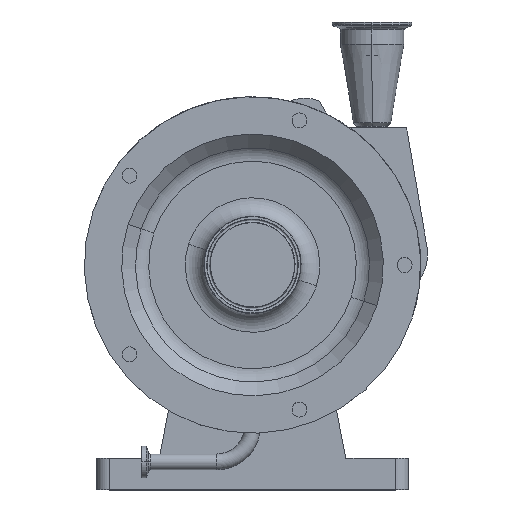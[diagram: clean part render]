
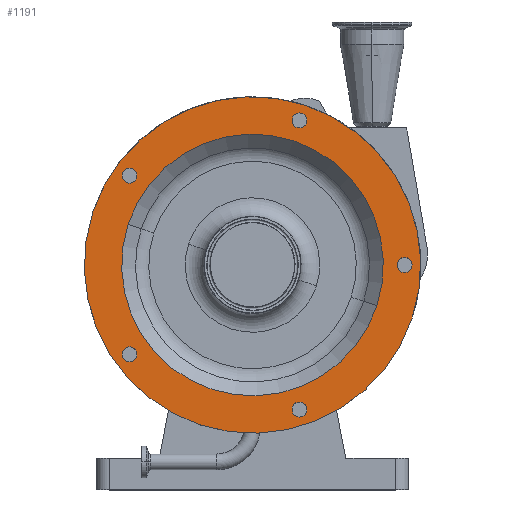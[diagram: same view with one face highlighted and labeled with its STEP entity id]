
A CAD part, top view. The second image highlights one B-rep face of the part: STEP entity #1191.
In plain terms, the highlighted planar face has unit normal (0, 0, 1).
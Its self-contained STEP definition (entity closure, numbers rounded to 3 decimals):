
#1113 = EDGE_LOOP ( 'NONE', ( #1127, #1193 ) ) ;
#1116 = EDGE_LOOP ( 'NONE', ( #1181, #1134 ) ) ;
#1127 = ORIENTED_EDGE ( 'NONE', *, *, #1185, .F. ) ;
#1128 = ORIENTED_EDGE ( 'NONE', *, *, #1150, .T. ) ;
#1132 = ORIENTED_EDGE ( 'NONE', *, *, #7673, .F. ) ;
#1133 = ORIENTED_EDGE ( 'NONE', *, *, #7555, .T. ) ;
#1134 = ORIENTED_EDGE ( 'NONE', *, *, #7744, .F. ) ;
#1135 = EDGE_LOOP ( 'NONE', ( #1133, #1128 ) ) ;
#1145 = EDGE_CURVE ( 'NONE', #7696, #7688, #8708, .T. ) ;
#1150 = EDGE_CURVE ( 'NONE', #7556, #7527, #8637, .T. ) ;
#1172 = ORIENTED_EDGE ( 'NONE', *, *, #1145, .F. ) ;
#1173 = ORIENTED_EDGE ( 'NONE', *, *, #1202, .F. ) ;
#1174 = ORIENTED_EDGE ( 'NONE', *, *, #7690, .F. ) ;
#1178 = EDGE_CURVE ( 'NONE', #7714, #7778, #8618, .T. ) ;
#1181 = ORIENTED_EDGE ( 'NONE', *, *, #1178, .F. ) ;
#1185 = EDGE_CURVE ( 'NONE', #7729, #7622, #8716, .T. ) ;
#1187 = EDGE_LOOP ( 'NONE', ( #1192, #1132 ) ) ;
#1189 = EDGE_LOOP ( 'NONE', ( #1173, #1190 ) ) ;
#1190 = ORIENTED_EDGE ( 'NONE', *, *, #7698, .F. ) ;
#1191 = ADVANCED_FACE ( 'NONE', ( #8700, #8712, #8680, #8658, #8730, #8729, #8711 ), #8601, .F. ) ;
#1192 = ORIENTED_EDGE ( 'NONE', *, *, #1194, .F. ) ;
#1193 = ORIENTED_EDGE ( 'NONE', *, *, #7732, .F. ) ;
#1194 = EDGE_CURVE ( 'NONE', #7678, #7724, #8556, .T. ) ;
#1197 = EDGE_CURVE ( 'NONE', #7478, #7640, #8778, .T. ) ;
#1198 = ORIENTED_EDGE ( 'NONE', *, *, #7623, .F. ) ;
#1199 = EDGE_LOOP ( 'NONE', ( #1221, #1198 ) ) ;
#1202 = EDGE_CURVE ( 'NONE', #7704, #7657, #8777, .T. ) ;
#1220 = EDGE_LOOP ( 'NONE', ( #1172, #1174 ) ) ;
#1221 = ORIENTED_EDGE ( 'NONE', *, *, #1197, .F. ) ;
#4115 = CARTESIAN_POINT ( 'NONE',  ( 122., -6., 200. ) ) ;
#4168 = DIRECTION ( 'NONE',  ( 0.951, -0.309, 0. ) ) ;
#4169 = DIRECTION ( 'NONE',  ( 0., 0., 1. ) ) ;
#4170 = AXIS2_PLACEMENT_3D ( 'NONE', #4193, #4169, #4168 ) ;
#4172 = CIRCLE ( 'NONE', #4170, 135. ) ;
#4179 = CARTESIAN_POINT ( 'NONE',  ( -128.393, 41.717, 200. ) ) ;
#4191 = CARTESIAN_POINT ( 'NONE',  ( 128.393, -41.717, 200. ) ) ;
#4193 = CARTESIAN_POINT ( 'NONE',  ( 0., 0., 200. ) ) ;
#4600 = DIRECTION ( 'NONE',  ( 0.951, -0.309, 0. ) ) ;
#4606 = CARTESIAN_POINT ( 'NONE',  ( 37.7, 116.029, 200. ) ) ;
#4610 = CIRCLE ( 'NONE', #4638, 6. ) ;
#4623 = CARTESIAN_POINT ( 'NONE',  ( 122., 6., 200. ) ) ;
#4638 = AXIS2_PLACEMENT_3D ( 'NONE', #4606, #4642, #4600 ) ;
#4642 = DIRECTION ( 'NONE',  ( 0., 0., 1. ) ) ;
#4658 = CARTESIAN_POINT ( 'NONE',  ( -95.173, -76.564, 200. ) ) ;
#4660 = CIRCLE ( 'NONE', #4776, 105. ) ;
#4694 = CARTESIAN_POINT ( 'NONE',  ( 37.7, -116.029, 200. ) ) ;
#4700 = CIRCLE ( 'NONE', #4753, 6. ) ;
#4703 = CARTESIAN_POINT ( 'NONE',  ( -98.7, -71.71, 200. ) ) ;
#4717 = AXIS2_PLACEMENT_3D ( 'NONE', #4703, #4775, #4774 ) ;
#4723 = DIRECTION ( 'NONE',  ( -0.951, -0.309, 0. ) ) ;
#4724 = DIRECTION ( 'NONE',  ( 0., 0., 1. ) ) ;
#4725 = CARTESIAN_POINT ( 'NONE',  ( 31.994, -117.883, 200. ) ) ;
#4746 = DIRECTION ( 'NONE',  ( 0., 0., 1. ) ) ;
#4753 = AXIS2_PLACEMENT_3D ( 'NONE', #4757, #4746, #4763 ) ;
#4757 = CARTESIAN_POINT ( 'NONE',  ( -98.7, 71.71, 200. ) ) ;
#4762 = CARTESIAN_POINT ( 'NONE',  ( 43.406, -114.175, 200. ) ) ;
#4763 = DIRECTION ( 'NONE',  ( 0.588, 0.809, 0. ) ) ;
#4765 = CARTESIAN_POINT ( 'NONE',  ( -95.173, 76.564, 200. ) ) ;
#4773 = CARTESIAN_POINT ( 'NONE',  ( -102.227, -66.856, 200. ) ) ;
#4774 = DIRECTION ( 'NONE',  ( -0.588, 0.809, 0. ) ) ;
#4775 = DIRECTION ( 'NONE',  ( 0., 0., 1. ) ) ;
#4776 = AXIS2_PLACEMENT_3D ( 'NONE', #4823, #4861, #4840 ) ;
#4780 = CIRCLE ( 'NONE', #4806, 6. ) ;
#4795 = CIRCLE ( 'NONE', #4717, 6. ) ;
#4806 = AXIS2_PLACEMENT_3D ( 'NONE', #4694, #4724, #4723 ) ;
#4822 = CARTESIAN_POINT ( 'NONE',  ( 43.406, 114.175, 200. ) ) ;
#4823 = CARTESIAN_POINT ( 'NONE',  ( 0., 0., 200. ) ) ;
#4830 = CARTESIAN_POINT ( 'NONE',  ( 99.861, -32.447, 200. ) ) ;
#4840 = DIRECTION ( 'NONE',  ( 0.951, -0.309, 0. ) ) ;
#4861 = DIRECTION ( 'NONE',  ( 0., 0., 1. ) ) ;
#4862 = CARTESIAN_POINT ( 'NONE',  ( -102.227, 66.856, 200. ) ) ;
#5050 = CARTESIAN_POINT ( 'NONE',  ( -99.861, 32.447, 200. ) ) ;
#5644 = DIRECTION ( 'NONE',  ( 0., -1., 0. ) ) ;
#5645 = CARTESIAN_POINT ( 'NONE',  ( 122., 0., 200. ) ) ;
#5651 = DIRECTION ( 'NONE',  ( 0., 0., 1. ) ) ;
#5652 = AXIS2_PLACEMENT_3D ( 'NONE', #5645, #5651, #5644 ) ;
#5654 = CARTESIAN_POINT ( 'NONE',  ( 31.994, 117.883, 200. ) ) ;
#5655 = CIRCLE ( 'NONE', #5652, 6. ) ;
#7478 = VERTEX_POINT ( 'NONE', #4115 ) ;
#7527 = VERTEX_POINT ( 'NONE', #4191 ) ;
#7555 = EDGE_CURVE ( 'NONE', #7527, #7556, #4172, .T. ) ;
#7556 = VERTEX_POINT ( 'NONE', #4179 ) ;
#7622 = VERTEX_POINT ( 'NONE', #5654 ) ;
#7623 = EDGE_CURVE ( 'NONE', #7640, #7478, #5655, .T. ) ;
#7640 = VERTEX_POINT ( 'NONE', #4623 ) ;
#7657 = VERTEX_POINT ( 'NONE', #4658 ) ;
#7673 = EDGE_CURVE ( 'NONE', #7724, #7678, #4700, .T. ) ;
#7678 = VERTEX_POINT ( 'NONE', #4765 ) ;
#7688 = VERTEX_POINT ( 'NONE', #4762 ) ;
#7690 = EDGE_CURVE ( 'NONE', #7688, #7696, #4780, .T. ) ;
#7696 = VERTEX_POINT ( 'NONE', #4725 ) ;
#7698 = EDGE_CURVE ( 'NONE', #7657, #7704, #4795, .T. ) ;
#7704 = VERTEX_POINT ( 'NONE', #4773 ) ;
#7714 = VERTEX_POINT ( 'NONE', #4830 ) ;
#7724 = VERTEX_POINT ( 'NONE', #4862 ) ;
#7729 = VERTEX_POINT ( 'NONE', #4822 ) ;
#7732 = EDGE_CURVE ( 'NONE', #7622, #7729, #4610, .T. ) ;
#7744 = EDGE_CURVE ( 'NONE', #7778, #7714, #4660, .T. ) ;
#7778 = VERTEX_POINT ( 'NONE', #5050 ) ;
#8383 = DIRECTION ( 'NONE',  ( 0.588, 0.809, 0. ) ) ;
#8556 = CIRCLE ( 'NONE', #8594, 6. ) ;
#8560 = DIRECTION ( 'NONE',  ( -0.951, 0.309, 0. ) ) ;
#8592 = DIRECTION ( 'NONE',  ( 0., 0., 1. ) ) ;
#8593 = CARTESIAN_POINT ( 'NONE',  ( -98.7, 71.71, 200. ) ) ;
#8594 = AXIS2_PLACEMENT_3D ( 'NONE', #8593, #8592, #8383 ) ;
#8600 = AXIS2_PLACEMENT_3D ( 'NONE', #8615, #8614, #8560 ) ;
#8601 = PLANE ( 'NONE',  #8600 ) ;
#8614 = DIRECTION ( 'NONE',  ( 0., 0., -1. ) ) ;
#8615 = CARTESIAN_POINT ( 'NONE',  ( 12.052, 37.091, 200. ) ) ;
#8618 = CIRCLE ( 'NONE', #8676, 105. ) ;
#8619 = DIRECTION ( 'NONE',  ( 0.951, -0.309, 0. ) ) ;
#8620 = DIRECTION ( 'NONE',  ( 0., 0., 1. ) ) ;
#8627 = CARTESIAN_POINT ( 'NONE',  ( 37.7, -116.029, 200. ) ) ;
#8637 = CIRCLE ( 'NONE', #8701, 135. ) ;
#8644 = CARTESIAN_POINT ( 'NONE',  ( 0., 0., 200. ) ) ;
#8658 = FACE_BOUND ( 'NONE', #1187, .T. ) ;
#8674 = DIRECTION ( 'NONE',  ( 0.951, -0.309, 0. ) ) ;
#8675 = DIRECTION ( 'NONE',  ( 0., 0., 1. ) ) ;
#8676 = AXIS2_PLACEMENT_3D ( 'NONE', #8644, #8675, #8674 ) ;
#8680 = FACE_BOUND ( 'NONE', #1189, .T. ) ;
#8696 = CARTESIAN_POINT ( 'NONE',  ( 0., 0., 200. ) ) ;
#8700 = FACE_BOUND ( 'NONE', #1199, .T. ) ;
#8701 = AXIS2_PLACEMENT_3D ( 'NONE', #8696, #8620, #8619 ) ;
#8705 = DIRECTION ( 'NONE',  ( -0.951, -0.309, 0. ) ) ;
#8706 = DIRECTION ( 'NONE',  ( 0., 0., 1. ) ) ;
#8707 = AXIS2_PLACEMENT_3D ( 'NONE', #8627, #8706, #8705 ) ;
#8708 = CIRCLE ( 'NONE', #8707, 6. ) ;
#8711 = FACE_BOUND ( 'NONE', #1116, .T. ) ;
#8712 = FACE_BOUND ( 'NONE', #1220, .T. ) ;
#8713 = DIRECTION ( 'NONE',  ( 0.951, -0.309, 0. ) ) ;
#8714 = DIRECTION ( 'NONE',  ( 0., 0., 1. ) ) ;
#8715 = AXIS2_PLACEMENT_3D ( 'NONE', #8727, #8714, #8713 ) ;
#8716 = CIRCLE ( 'NONE', #8715, 6. ) ;
#8727 = CARTESIAN_POINT ( 'NONE',  ( 37.7, 116.029, 200. ) ) ;
#8729 = FACE_OUTER_BOUND ( 'NONE', #1135, .T. ) ;
#8730 = FACE_BOUND ( 'NONE', #1113, .T. ) ;
#8762 = CARTESIAN_POINT ( 'NONE',  ( 122., 0., 200. ) ) ;
#8764 = DIRECTION ( 'NONE',  ( 0., 0., 1. ) ) ;
#8765 = AXIS2_PLACEMENT_3D ( 'NONE', #8762, #8764, #8776 ) ;
#8774 = AXIS2_PLACEMENT_3D ( 'NONE', #8775, #8784, #8783 ) ;
#8775 = CARTESIAN_POINT ( 'NONE',  ( -98.7, -71.71, 200. ) ) ;
#8776 = DIRECTION ( 'NONE',  ( 0., -1., 0. ) ) ;
#8777 = CIRCLE ( 'NONE', #8774, 6. ) ;
#8778 = CIRCLE ( 'NONE', #8765, 6. ) ;
#8783 = DIRECTION ( 'NONE',  ( -0.588, 0.809, 0. ) ) ;
#8784 = DIRECTION ( 'NONE',  ( 0., 0., 1. ) ) ;
